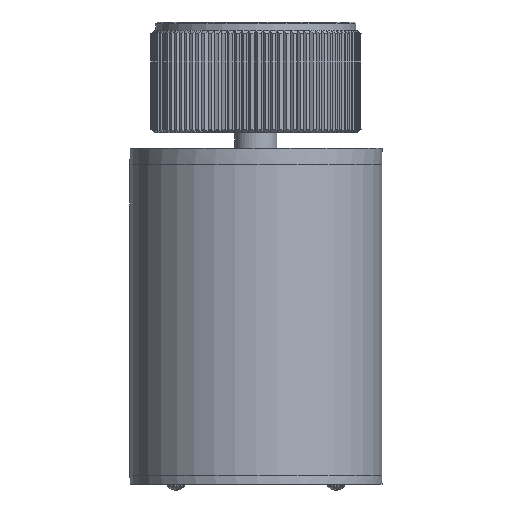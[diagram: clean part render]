
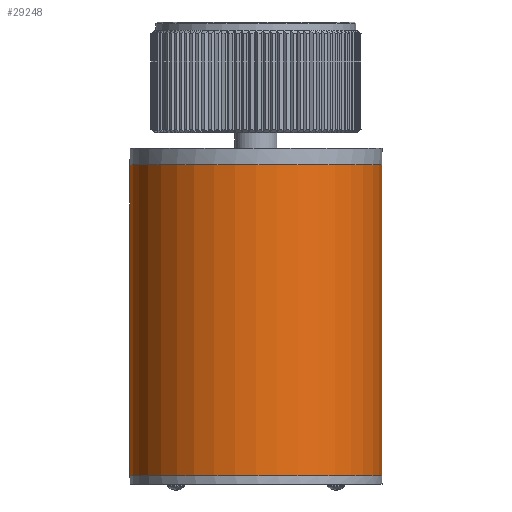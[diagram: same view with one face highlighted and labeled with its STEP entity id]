
A CAD part, front view. The second image highlights one B-rep face of the part: STEP entity #29248.
In plain terms, the highlighted cylindrical face has radius 19.05 mm (diameter 38.1 mm), a partial arc.
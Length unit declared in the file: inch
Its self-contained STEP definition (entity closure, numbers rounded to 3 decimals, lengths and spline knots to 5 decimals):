
#898 = DIRECTION ( 'NONE',  ( 0., 1., 0. ) ) ;
#5753 = CIRCLE ( 'NONE', #38226, 0.75 ) ;
#6098 = VECTOR ( 'NONE', #16094, 39.37008 ) ;
#6851 = VERTEX_POINT ( 'NONE', #24664 ) ;
#7940 = EDGE_CURVE ( 'NONE', #26270, #41483, #32288, .T. ) ;
#8251 = CARTESIAN_POINT ( 'NONE',  ( 0., 0., 0.9 ) ) ;
#8672 = CYLINDRICAL_SURFACE ( 'NONE', #14231, 0.75 ) ;
#9166 = EDGE_CURVE ( 'NONE', #26270, #30475, #31698, .T. ) ;
#9708 = FACE_OUTER_BOUND ( 'NONE', #32994, .T. ) ;
#10233 = DIRECTION ( 'NONE',  ( 0., 0., 1. ) ) ;
#10379 = CARTESIAN_POINT ( 'NONE',  ( 0.30541, 0.685, 0.9 ) ) ;
#12534 = VECTOR ( 'NONE', #10233, 39.37008 ) ;
#13723 = DIRECTION ( 'NONE',  ( -1., 0., 0. ) ) ;
#14231 = AXIS2_PLACEMENT_3D ( 'NONE', #20469, #17092, #13723 ) ;
#16094 = DIRECTION ( 'NONE',  ( 0., 0., -1. ) ) ;
#17092 = DIRECTION ( 'NONE',  ( 0., 0., -1. ) ) ;
#20044 = DIRECTION ( 'NONE',  ( 0., 0., -1. ) ) ;
#20469 = CARTESIAN_POINT ( 'NONE',  ( 0., 0., 1. ) ) ;
#20704 = AXIS2_PLACEMENT_3D ( 'NONE', #8251, #31213, #24800 ) ;
#22577 = EDGE_CURVE ( 'NONE', #30475, #6851, #5753, .T. ) ;
#24664 = CARTESIAN_POINT ( 'NONE',  ( -0.30541, 0.685, -0.95 ) ) ;
#24800 = DIRECTION ( 'NONE',  ( 0., 1., 0. ) ) ;
#25003 = CARTESIAN_POINT ( 'NONE',  ( 0.30541, 0.685, -0.95 ) ) ;
#26270 = VERTEX_POINT ( 'NONE', #10379 ) ;
#26328 = EDGE_CURVE ( 'NONE', #6851, #41483, #35639, .T. ) ;
#28473 = ORIENTED_EDGE ( 'NONE', *, *, #9166, .F. ) ;
#29248 = ADVANCED_FACE ( 'NONE', ( #9708 ), #8672, .T. ) ;
#30475 = VERTEX_POINT ( 'NONE', #25003 ) ;
#30707 = ORIENTED_EDGE ( 'NONE', *, *, #26328, .F. ) ;
#31213 = DIRECTION ( 'NONE',  ( 0., 0., -1. ) ) ;
#31698 = LINE ( 'NONE', #35308, #6098 ) ;
#31842 = ORIENTED_EDGE ( 'NONE', *, *, #7940, .T. ) ;
#32288 = CIRCLE ( 'NONE', #20704, 0.75 ) ;
#32796 = CARTESIAN_POINT ( 'NONE',  ( 0., 0., -0.95 ) ) ;
#32994 = EDGE_LOOP ( 'NONE', ( #41211, #28473, #31842, #30707 ) ) ;
#35308 = CARTESIAN_POINT ( 'NONE',  ( 0.30541, 0.685, 1. ) ) ;
#35639 = LINE ( 'NONE', #35757, #12534 ) ;
#35757 = CARTESIAN_POINT ( 'NONE',  ( -0.30541, 0.685, 1. ) ) ;
#36286 = CARTESIAN_POINT ( 'NONE',  ( -0.30541, 0.685, 0.9 ) ) ;
#38226 = AXIS2_PLACEMENT_3D ( 'NONE', #32796, #20044, #898 ) ;
#41211 = ORIENTED_EDGE ( 'NONE', *, *, #22577, .F. ) ;
#41483 = VERTEX_POINT ( 'NONE', #36286 ) ;
